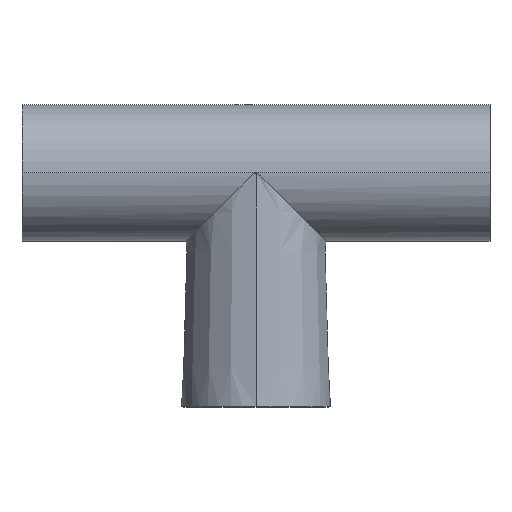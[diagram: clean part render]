
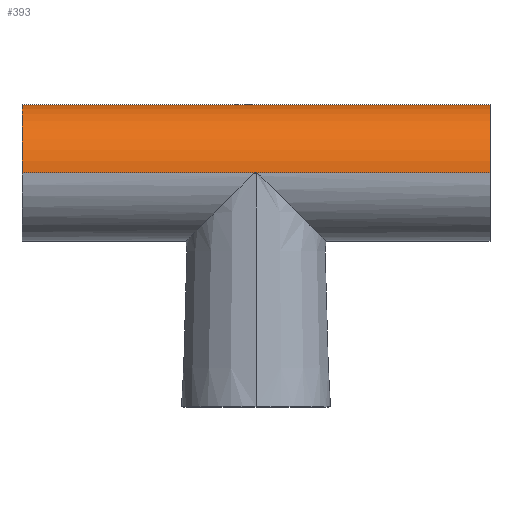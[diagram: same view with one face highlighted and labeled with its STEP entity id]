
A CAD part, top view. The second image highlights one B-rep face of the part: STEP entity #393.
In plain terms, the highlighted cylindrical face has radius 16 mm (diameter 32 mm), a partial arc.
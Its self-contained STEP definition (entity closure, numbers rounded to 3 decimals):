
#13 = EDGE_CURVE ( 'NONE', #35, #411, #158, .T. ) ;
#32 = ORIENTED_EDGE ( 'NONE', *, *, #461, .T. ) ;
#35 = VERTEX_POINT ( 'NONE', #329 ) ;
#39 = VERTEX_POINT ( 'NONE', #277 ) ;
#44 = LINE ( 'NONE', #420, #490 ) ;
#45 = AXIS2_PLACEMENT_3D ( 'NONE', #422, #526, #585 ) ;
#46 = CIRCLE ( 'NONE', #351, 16. ) ;
#52 = VERTEX_POINT ( 'NONE', #431 ) ;
#69 = CARTESIAN_POINT ( 'NONE',  ( -55., 55., 0. ) ) ;
#76 = CARTESIAN_POINT ( 'NONE',  ( -55., 55., -16. ) ) ;
#94 = DIRECTION ( 'NONE',  ( 1., 0., 0. ) ) ;
#107 = EDGE_CURVE ( 'NONE', #39, #411, #369, .T. ) ;
#112 = VECTOR ( 'NONE', #165, 1000. ) ;
#130 = DIRECTION ( 'NONE',  ( 0., 1., 0. ) ) ;
#132 = ORIENTED_EDGE ( 'NONE', *, *, #441, .T. ) ;
#158 = LINE ( 'NONE', #161, #112 ) ;
#161 = CARTESIAN_POINT ( 'NONE',  ( -55., 55., 16. ) ) ;
#165 = DIRECTION ( 'NONE',  ( 1., 0., 0. ) ) ;
#167 = EDGE_LOOP ( 'NONE', ( #494, #32, #546, #335, #425, #132, #373 ) ) ;
#212 = VERTEX_POINT ( 'NONE', #336 ) ;
#234 = CARTESIAN_POINT ( 'NONE',  ( -55., 55., 16. ) ) ;
#245 = CARTESIAN_POINT ( 'NONE',  ( -55., 55., 16. ) ) ;
#277 = CARTESIAN_POINT ( 'NONE',  ( 55., 55., -16. ) ) ;
#293 = DIRECTION ( 'NONE',  ( 0., 0., -1. ) ) ;
#319 = CARTESIAN_POINT ( 'NONE',  ( 55., 55., 0. ) ) ;
#322 = AXIS2_PLACEMENT_3D ( 'NONE', #69, #620, #293 ) ;
#329 = CARTESIAN_POINT ( 'NONE',  ( 0., 55., 16. ) ) ;
#335 = ORIENTED_EDGE ( 'NONE', *, *, #107, .F. ) ;
#336 = CARTESIAN_POINT ( 'NONE',  ( 0., 55., -16. ) ) ;
#341 = AXIS2_PLACEMENT_3D ( 'NONE', #319, #480, #698 ) ;
#345 = EDGE_CURVE ( 'NONE', #212, #39, #467, .T. ) ;
#346 = LINE ( 'NONE', #234, #392 ) ;
#351 = AXIS2_PLACEMENT_3D ( 'NONE', #617, #130, #667 ) ;
#354 = VERTEX_POINT ( 'NONE', #245 ) ;
#369 = CIRCLE ( 'NONE', #341, 16. ) ;
#373 = ORIENTED_EDGE ( 'NONE', *, *, #533, .F. ) ;
#392 = VECTOR ( 'NONE', #459, 1000. ) ;
#393 = ADVANCED_FACE ( 'NONE', ( #532 ), #481, .T. ) ;
#408 = CARTESIAN_POINT ( 'NONE',  ( -55., 55., -16. ) ) ;
#411 = VERTEX_POINT ( 'NONE', #454 ) ;
#420 = CARTESIAN_POINT ( 'NONE',  ( -55., 55., -16. ) ) ;
#422 = CARTESIAN_POINT ( 'NONE',  ( -55., 55., 0. ) ) ;
#425 = ORIENTED_EDGE ( 'NONE', *, *, #345, .F. ) ;
#431 = CARTESIAN_POINT ( 'NONE',  ( -0.001, 55., -16. ) ) ;
#440 = VECTOR ( 'NONE', #522, 1000. ) ;
#441 = EDGE_CURVE ( 'NONE', #212, #52, #46, .T. ) ;
#444 = EDGE_CURVE ( 'NONE', #673, #354, #477, .T. ) ;
#454 = CARTESIAN_POINT ( 'NONE',  ( 55., 55., 16. ) ) ;
#459 = DIRECTION ( 'NONE',  ( 1., 0., 0. ) ) ;
#461 = EDGE_CURVE ( 'NONE', #354, #35, #346, .T. ) ;
#467 = LINE ( 'NONE', #408, #440 ) ;
#477 = CIRCLE ( 'NONE', #322, 16. ) ;
#480 = DIRECTION ( 'NONE',  ( 1., 0., 0. ) ) ;
#481 = CYLINDRICAL_SURFACE ( 'NONE', #45, 16. ) ;
#490 = VECTOR ( 'NONE', #94, 1000. ) ;
#494 = ORIENTED_EDGE ( 'NONE', *, *, #444, .T. ) ;
#522 = DIRECTION ( 'NONE',  ( 1., 0., 0. ) ) ;
#526 = DIRECTION ( 'NONE',  ( 1., 0., 0. ) ) ;
#532 = FACE_OUTER_BOUND ( 'NONE', #167, .T. ) ;
#533 = EDGE_CURVE ( 'NONE', #673, #52, #44, .T. ) ;
#546 = ORIENTED_EDGE ( 'NONE', *, *, #13, .T. ) ;
#585 = DIRECTION ( 'NONE',  ( 0., 0., -1. ) ) ;
#617 = CARTESIAN_POINT ( 'NONE',  ( 0., 55., 0. ) ) ;
#620 = DIRECTION ( 'NONE',  ( 1., 0., 0. ) ) ;
#667 = DIRECTION ( 'NONE',  ( 0., 0., 1. ) ) ;
#673 = VERTEX_POINT ( 'NONE', #76 ) ;
#698 = DIRECTION ( 'NONE',  ( 0., 0., -1. ) ) ;
